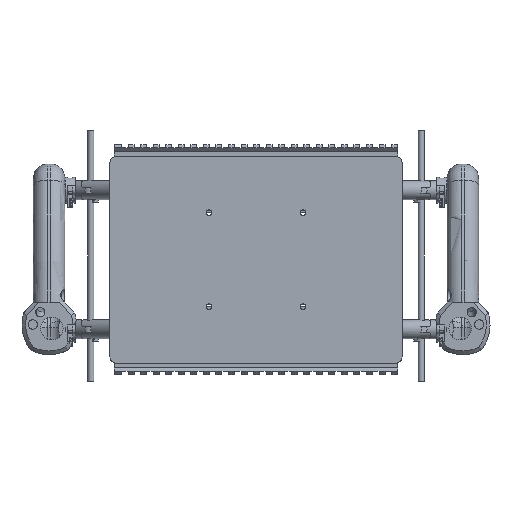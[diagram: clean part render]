
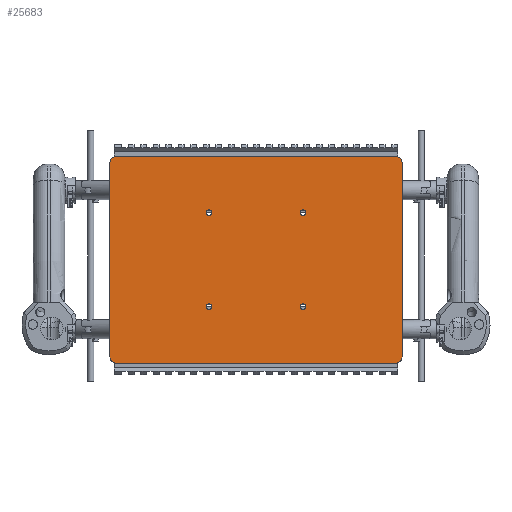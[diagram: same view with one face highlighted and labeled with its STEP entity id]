
A CAD part, top view. The second image highlights one B-rep face of the part: STEP entity #25683.
In plain terms, the highlighted planar face has unit normal (0, 0, 1).
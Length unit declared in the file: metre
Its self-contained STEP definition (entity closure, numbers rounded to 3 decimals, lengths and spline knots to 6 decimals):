
#1364=CIRCLE('',#27865,0.005);
#1365=CIRCLE('',#27868,0.005);
#1366=CIRCLE('',#27870,0.005);
#1367=CIRCLE('',#27873,0.00225);
#1369=CIRCLE('',#27876,0.00225);
#1371=CIRCLE('',#27879,0.00225);
#1373=CIRCLE('',#27882,0.00225);
#1375=CIRCLE('',#27885,0.005);
#2799=ORIENTED_EDGE('',*,*,#10041,.F.);
#2800=ORIENTED_EDGE('',*,*,#10039,.F.);
#2801=ORIENTED_EDGE('',*,*,#10037,.F.);
#2802=ORIENTED_EDGE('',*,*,#10035,.F.);
#2803=ORIENTED_EDGE('',*,*,#10018,.F.);
#2804=ORIENTED_EDGE('',*,*,#10025,.T.);
#2805=ORIENTED_EDGE('',*,*,#9999,.F.);
#2806=ORIENTED_EDGE('',*,*,#10029,.T.);
#2807=ORIENTED_EDGE('',*,*,#9982,.T.);
#2808=ORIENTED_EDGE('',*,*,#10032,.T.);
#2809=ORIENTED_EDGE('',*,*,#10002,.T.);
#2810=ORIENTED_EDGE('',*,*,#10044,.T.);
#9982=EDGE_CURVE('',#13637,#13636,#16119,.T.);
#9999=EDGE_CURVE('',#13652,#13649,#16128,.T.);
#10002=EDGE_CURVE('',#13656,#13655,#16131,.T.);
#10018=EDGE_CURVE('',#13670,#13671,#16140,.T.);
#10025=EDGE_CURVE('',#13670,#13649,#1364,.T.);
#10029=EDGE_CURVE('',#13652,#13637,#1365,.T.);
#10032=EDGE_CURVE('',#13636,#13656,#1366,.T.);
#10035=EDGE_CURVE('',#13678,#13678,#1367,.T.);
#10037=EDGE_CURVE('',#13680,#13680,#1369,.T.);
#10039=EDGE_CURVE('',#13682,#13682,#1371,.T.);
#10041=EDGE_CURVE('',#13684,#13684,#1373,.T.);
#10044=EDGE_CURVE('',#13655,#13671,#1375,.T.);
#13636=VERTEX_POINT('',#38828);
#13637=VERTEX_POINT('',#38830);
#13649=VERTEX_POINT('',#38857);
#13652=VERTEX_POINT('',#38862);
#13655=VERTEX_POINT('',#38869);
#13656=VERTEX_POINT('',#38871);
#13670=VERTEX_POINT('',#38901);
#13671=VERTEX_POINT('',#38903);
#13678=VERTEX_POINT('',#38933);
#13680=VERTEX_POINT('',#38938);
#13682=VERTEX_POINT('',#38943);
#13684=VERTEX_POINT('',#38948);
#16119=LINE('',#38829,#18193);
#16128=LINE('',#38863,#18202);
#16131=LINE('',#38870,#18205);
#16140=LINE('',#38902,#18214);
#18193=VECTOR('',#30985,1.);
#18202=VECTOR('',#31012,1.);
#18205=VECTOR('',#31017,1.);
#18214=VECTOR('',#31042,1.);
#20277=EDGE_LOOP('',(#2799));
#20278=EDGE_LOOP('',(#2800));
#20279=EDGE_LOOP('',(#2801));
#20280=EDGE_LOOP('',(#2802));
#20281=EDGE_LOOP('',(#2803,#2804,#2805,#2806,#2807,#2808,#2809,#2810));
#22551=FACE_BOUND('',#20277,.T.);
#22552=FACE_BOUND('',#20278,.T.);
#22553=FACE_BOUND('',#20279,.T.);
#22554=FACE_BOUND('',#20280,.T.);
#22555=FACE_BOUND('',#20281,.T.);
#24730=PLANE('',#27886);
#25683=ADVANCED_FACE('',(#22551,#22552,#22553,#22554,#22555),#24730,.T.);
#27865=AXIS2_PLACEMENT_3D('',#38914,#31053,#31054);
#27868=AXIS2_PLACEMENT_3D('',#38921,#31062,#31063);
#27870=AXIS2_PLACEMENT_3D('',#38926,#31068,#31069);
#27873=AXIS2_PLACEMENT_3D('',#38932,#31076,#31077);
#27876=AXIS2_PLACEMENT_3D('',#38937,#31082,#31083);
#27879=AXIS2_PLACEMENT_3D('',#38942,#31088,#31089);
#27882=AXIS2_PLACEMENT_3D('',#38947,#31094,#31095);
#27885=AXIS2_PLACEMENT_3D('',#38953,#31101,#31102);
#27886=AXIS2_PLACEMENT_3D('',#38954,#31103,#31104);
#30985=DIRECTION('',(0.,-1.,0.));
#31012=DIRECTION('',(1.,0.,0.));
#31017=DIRECTION('',(1.,0.,0.));
#31042=DIRECTION('',(0.,-1.,0.));
#31053=DIRECTION('',(0.,0.,1.));
#31054=DIRECTION('',(1.,0.,0.));
#31062=DIRECTION('',(0.,0.,1.));
#31063=DIRECTION('',(1.,0.,0.));
#31068=DIRECTION('',(0.,0.,1.));
#31069=DIRECTION('',(1.,0.,0.));
#31076=DIRECTION('',(0.,0.,1.));
#31077=DIRECTION('',(1.,0.,0.));
#31082=DIRECTION('',(0.,0.,1.));
#31083=DIRECTION('',(1.,0.,0.));
#31088=DIRECTION('',(0.,0.,1.));
#31089=DIRECTION('',(1.,0.,0.));
#31094=DIRECTION('',(0.,0.,1.));
#31095=DIRECTION('',(1.,0.,0.));
#31101=DIRECTION('',(0.,0.,1.));
#31102=DIRECTION('',(1.,0.,0.));
#31103=DIRECTION('',(0.,0.,1.));
#31104=DIRECTION('',(1.,0.,0.));
#38828=CARTESIAN_POINT('',(-0.116459,-0.07755,0.002));
#38829=CARTESIAN_POINT('',(-0.116459,0.,0.002));
#38830=CARTESIAN_POINT('',(-0.116459,0.07755,0.002));
#38857=CARTESIAN_POINT('',(0.111459,0.08255,0.002));
#38862=CARTESIAN_POINT('',(-0.111459,0.08255,0.002));
#38863=CARTESIAN_POINT('',(0.,0.08255,0.002));
#38869=CARTESIAN_POINT('',(0.111459,-0.08255,0.002));
#38870=CARTESIAN_POINT('',(0.,-0.08255,0.002));
#38871=CARTESIAN_POINT('',(-0.111459,-0.08255,0.002));
#38901=CARTESIAN_POINT('',(0.116459,0.07755,0.002));
#38902=CARTESIAN_POINT('',(0.116459,0.,0.002));
#38903=CARTESIAN_POINT('',(0.116459,-0.07755,0.002));
#38914=CARTESIAN_POINT('',(0.111459,0.07755,0.002));
#38921=CARTESIAN_POINT('',(-0.111459,0.07755,0.002));
#38926=CARTESIAN_POINT('',(-0.111459,-0.07755,0.002));
#38932=CARTESIAN_POINT('',(-0.0375,0.0375,0.002));
#38933=CARTESIAN_POINT('',(-0.03525,0.0375,0.002));
#38937=CARTESIAN_POINT('',(0.0375,0.0375,0.002));
#38938=CARTESIAN_POINT('',(0.03975,0.0375,0.002));
#38942=CARTESIAN_POINT('',(-0.0375,-0.0375,0.002));
#38943=CARTESIAN_POINT('',(-0.03525,-0.0375,0.002));
#38947=CARTESIAN_POINT('',(0.0375,-0.0375,0.002));
#38948=CARTESIAN_POINT('',(0.03975,-0.0375,0.002));
#38953=CARTESIAN_POINT('',(0.111459,-0.07755,0.002));
#38954=CARTESIAN_POINT('',(0.,0.,0.002));
